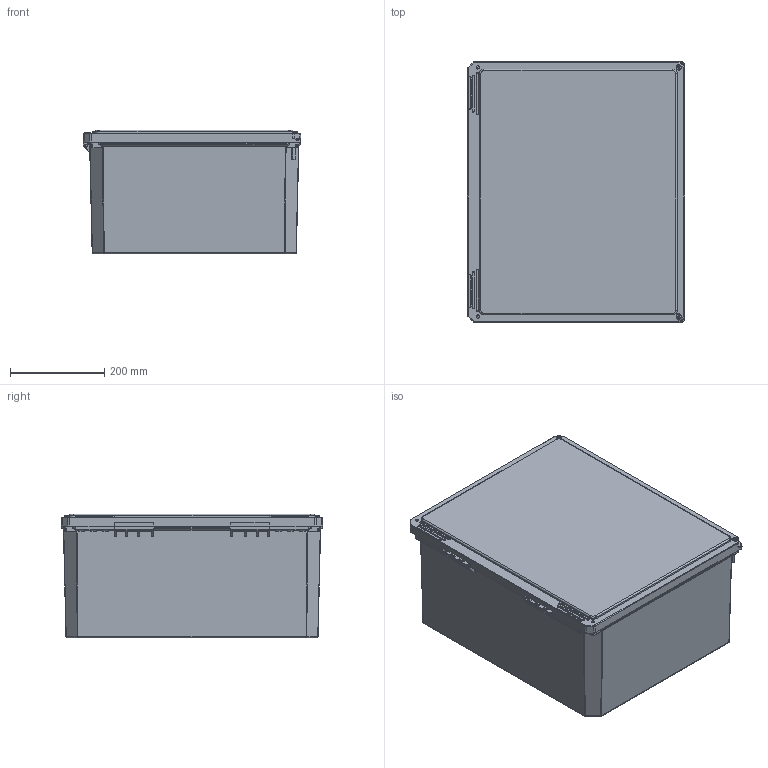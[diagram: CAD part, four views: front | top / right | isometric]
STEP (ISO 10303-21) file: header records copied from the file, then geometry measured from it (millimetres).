
FILE_DESCRIPTION(/* description */ (''),/* implementation_level */ '2;1');
FILE_NAME(/* name */ 'HW-201610CHSC.stp',/* time_stamp */ '2014-03-12T14:59:35-05:00',/* author */ ('pmescher'),/* organization */ (''),/* preprocessor_version */ 'ST-DEVELOPER v15.2',/* originating_system */ 'Autodesk Inventor 2014',/* authorisation */ '');
FILE_SCHEMA (('AUTOMOTIVE_DESIGN { 1 0 10303 214 3 1 1 }'));
Products named in the file (14): DS201610BOX; BRASS INSERT-(; BRASS INSERT-(_1; BRASS INSERT-(_2; RMHINGAT40006-04; DS201610CVR; GA2016; WP2016HWU; BRASS INSERT-(_3; DS COVER  BUSH; 2016 Vanity Plug; O_RING_COVER; COVER SCREW; DS201610HW_STP
Bounding box: 461.43 x 553.47 x 262.67 mm (x, y, z)
Volume: 4679294 mm3; surface area: 2056655.5 mm2
Topology: 29 solids, 29 shells, 2402 faces, 5947 edges, 3496 vertices
Faces by surface type: cylinder 922, plane 798, bspline 385, torus 157, cone 80, sphere 60
Full cylindrical faces by diameter (mm): 3.429 x2, 3.48 x4, 3.81 x2, 3.861 x8, 3.962 x16, 5.055 x2, 5.3 x2, 5.563 x2, 5.766 x2, 6.248 x16, 6.401 x4, 6.426 x4, 7.938 x2, 11.049 x2, 11.43 x2
Entity records: 82545 total; most frequent: CARTESIAN_POINT 32900, DIRECTION 10587, ORIENTED_EDGE 10178, EDGE_CURVE 5089, AXIS2_PLACEMENT_3D 4046, VERTEX_POINT 3078, LINE 2495, VECTOR 2495
